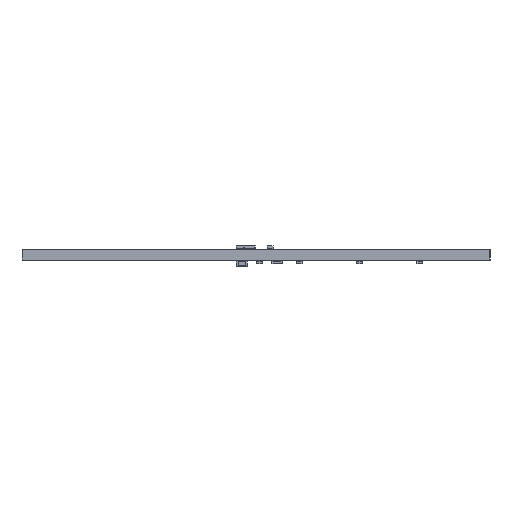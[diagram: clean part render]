
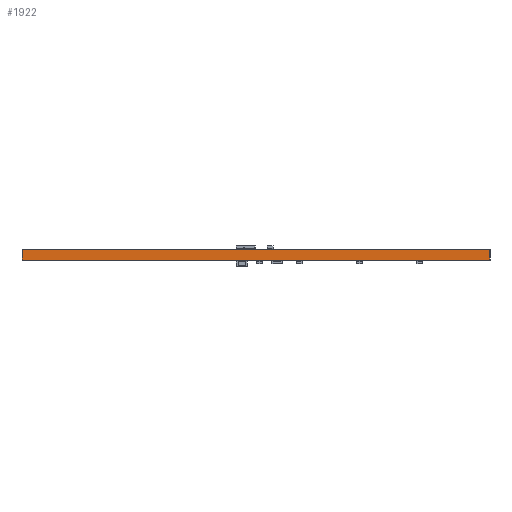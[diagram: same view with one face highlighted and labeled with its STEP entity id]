
A CAD part, left-side view. The second image highlights one B-rep face of the part: STEP entity #1922.
In plain terms, the highlighted planar face has unit normal (-1, 0, 0).
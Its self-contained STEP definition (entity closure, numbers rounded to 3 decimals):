
#1866 = VERTEX_POINT('',#1867);
#1867 = CARTESIAN_POINT('',(75.,-112.5,1.51));
#1873 = EDGE_CURVE('',#1874,#1866,#1876,.T.);
#1874 = VERTEX_POINT('',#1875);
#1875 = CARTESIAN_POINT('',(75.,-112.5,0.));
#1876 = LINE('',#1877,#1878);
#1877 = CARTESIAN_POINT('',(75.,-112.5,0.));
#1878 = VECTOR('',#1879,1.);
#1879 = DIRECTION('',(0.,0.,1.));
#1922 = ADVANCED_FACE('',(#1923),#1948,.T.);
#1923 = FACE_BOUND('',#1924,.T.);
#1924 = EDGE_LOOP('',(#1925,#1926,#1934,#1942));
#1925 = ORIENTED_EDGE('',*,*,#1873,.T.);
#1926 = ORIENTED_EDGE('',*,*,#1927,.T.);
#1927 = EDGE_CURVE('',#1866,#1928,#1930,.T.);
#1928 = VERTEX_POINT('',#1929);
#1929 = CARTESIAN_POINT('',(75.,-46.5,1.51));
#1930 = LINE('',#1931,#1932);
#1931 = CARTESIAN_POINT('',(75.,-112.5,1.51));
#1932 = VECTOR('',#1933,1.);
#1933 = DIRECTION('',(0.,1.,0.));
#1934 = ORIENTED_EDGE('',*,*,#1935,.F.);
#1935 = EDGE_CURVE('',#1936,#1928,#1938,.T.);
#1936 = VERTEX_POINT('',#1937);
#1937 = CARTESIAN_POINT('',(75.,-46.5,0.));
#1938 = LINE('',#1939,#1940);
#1939 = CARTESIAN_POINT('',(75.,-46.5,0.));
#1940 = VECTOR('',#1941,1.);
#1941 = DIRECTION('',(0.,0.,1.));
#1942 = ORIENTED_EDGE('',*,*,#1943,.F.);
#1943 = EDGE_CURVE('',#1874,#1936,#1944,.T.);
#1944 = LINE('',#1945,#1946);
#1945 = CARTESIAN_POINT('',(75.,-112.5,0.));
#1946 = VECTOR('',#1947,1.);
#1947 = DIRECTION('',(0.,1.,0.));
#1948 = PLANE('',#1949);
#1949 = AXIS2_PLACEMENT_3D('',#1950,#1951,#1952);
#1950 = CARTESIAN_POINT('',(75.,-112.5,0.));
#1951 = DIRECTION('',(-1.,0.,0.));
#1952 = DIRECTION('',(0.,1.,0.));
